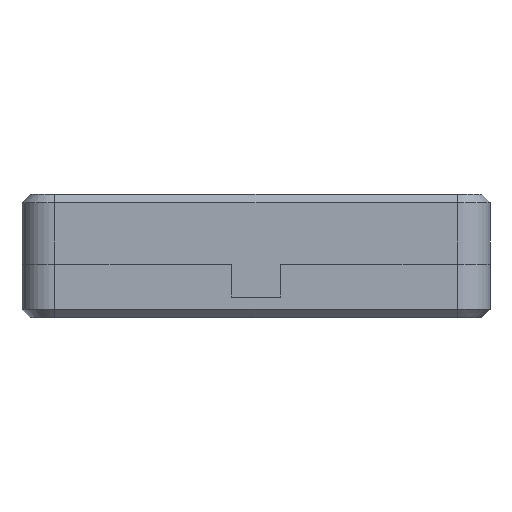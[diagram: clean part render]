
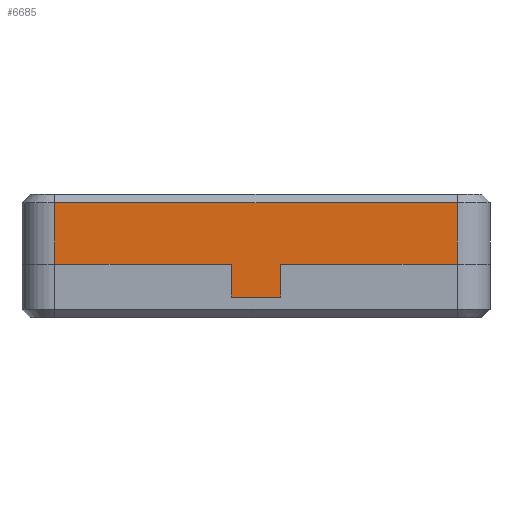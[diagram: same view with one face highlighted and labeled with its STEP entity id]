
A CAD part, front view. The second image highlights one B-rep face of the part: STEP entity #6685.
In plain terms, the highlighted planar face has unit normal (0, -1, 0).
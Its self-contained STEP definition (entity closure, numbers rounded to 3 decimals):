
#518 = VERTEX_POINT('',#519);
#519 = CARTESIAN_POINT('',(-12.9,-27.9,6.5));
#528 = PLANE('',#529);
#529 = AXIS2_PLACEMENT_3D('',#530,#531,#532);
#530 = CARTESIAN_POINT('',(-19.538,13.41,6.5));
#531 = DIRECTION('',(0.,0.,-1.));
#532 = DIRECTION('',(-1.,0.,0.));
#540 = PLANE('',#541);
#541 = AXIS2_PLACEMENT_3D('',#542,#543,#544);
#542 = CARTESIAN_POINT('',(-12.9,-27.9,6.5));
#543 = DIRECTION('',(1.,0.,0.));
#544 = DIRECTION('',(0.,1.,0.));
#718 = CYLINDRICAL_SURFACE('',#719,4.);
#719 = AXIS2_PLACEMENT_3D('',#720,#721,#722);
#720 = CARTESIAN_POINT('',(8.61,-23.9,0.));
#721 = DIRECTION('',(0.,0.,1.));
#722 = DIRECTION('',(0.,-1.,0.));
#731 = VERTEX_POINT('',#732);
#732 = CARTESIAN_POINT('',(8.61,-27.9,6.5));
#758 = EDGE_CURVE('',#518,#731,#759,.T.);
#759 = SURFACE_CURVE('',#760,(#764,#771),.PCURVE_S1.);
#760 = LINE('',#761,#762);
#761 = CARTESIAN_POINT('',(-30.155,-27.9,6.5));
#762 = VECTOR('',#763,1.);
#763 = DIRECTION('',(1.,0.,0.));
#764 = PCURVE('',#528,#765);
#765 = DEFINITIONAL_REPRESENTATION('',(#766),#770);
#766 = LINE('',#767,#768);
#767 = CARTESIAN_POINT('',(10.617,-41.31));
#768 = VECTOR('',#769,1.);
#769 = DIRECTION('',(-1.,0.));
#770 = ( GEOMETRIC_REPRESENTATION_CONTEXT(2) 
PARAMETRIC_REPRESENTATION_CONTEXT() REPRESENTATION_CONTEXT('2D SPACE',''
  ) );
#771 = PCURVE('',#772,#777);
#772 = PLANE('',#773);
#773 = AXIS2_PLACEMENT_3D('',#774,#775,#776);
#774 = CARTESIAN_POINT('',(-15.9,-27.9,9.672));
#775 = DIRECTION('',(0.,-1.,0.));
#776 = DIRECTION('',(0.,0.,-1.));
#777 = DEFINITIONAL_REPRESENTATION('',(#778),#782);
#778 = LINE('',#779,#780);
#779 = CARTESIAN_POINT('',(3.172,-14.255));
#780 = VECTOR('',#781,1.);
#781 = DIRECTION('',(0.,1.));
#782 = ( GEOMETRIC_REPRESENTATION_CONTEXT(2) 
PARAMETRIC_REPRESENTATION_CONTEXT() REPRESENTATION_CONTEXT('2D SPACE',''
  ) );
#787 = EDGE_CURVE('',#731,#788,#790,.T.);
#788 = VERTEX_POINT('',#789);
#789 = CARTESIAN_POINT('',(8.61,-27.9,14.));
#790 = SURFACE_CURVE('',#791,(#795,#802),.PCURVE_S1.);
#791 = LINE('',#792,#793);
#792 = CARTESIAN_POINT('',(8.61,-27.9,0.));
#793 = VECTOR('',#794,1.);
#794 = DIRECTION('',(0.,0.,1.));
#795 = PCURVE('',#718,#796);
#796 = DEFINITIONAL_REPRESENTATION('',(#797),#801);
#797 = LINE('',#798,#799);
#798 = CARTESIAN_POINT('',(0.,0.));
#799 = VECTOR('',#800,1.);
#800 = DIRECTION('',(0.,1.));
#801 = ( GEOMETRIC_REPRESENTATION_CONTEXT(2) 
PARAMETRIC_REPRESENTATION_CONTEXT() REPRESENTATION_CONTEXT('2D SPACE',''
  ) );
#802 = PCURVE('',#772,#803);
#803 = DEFINITIONAL_REPRESENTATION('',(#804),#808);
#804 = LINE('',#805,#806);
#805 = CARTESIAN_POINT('',(9.672,24.51));
#806 = VECTOR('',#807,1.);
#807 = DIRECTION('',(-1.,-0.));
#808 = ( GEOMETRIC_REPRESENTATION_CONTEXT(2) 
PARAMETRIC_REPRESENTATION_CONTEXT() REPRESENTATION_CONTEXT('2D SPACE',''
  ) );
#2017 = PLANE('',#2018);
#2018 = AXIS2_PLACEMENT_3D('',#2019,#2020,#2021);
#2019 = CARTESIAN_POINT('',(-19.538,13.41,6.5));
#2020 = DIRECTION('',(0.,0.,-1.));
#2021 = DIRECTION('',(-1.,0.,0.));
#2112 = VERTEX_POINT('',#2113);
#2113 = CARTESIAN_POINT('',(-18.9,-27.9,6.5));
#2127 = PLANE('',#2128);
#2128 = AXIS2_PLACEMENT_3D('',#2129,#2130,#2131);
#2129 = CARTESIAN_POINT('',(-18.9,-25.9,6.5));
#2130 = DIRECTION('',(-1.,-0.,0.));
#2131 = DIRECTION('',(0.,-1.,0.));
#2139 = EDGE_CURVE('',#2140,#2112,#2142,.T.);
#2140 = VERTEX_POINT('',#2141);
#2141 = CARTESIAN_POINT('',(-40.41,-27.9,6.5));
#2142 = SURFACE_CURVE('',#2143,(#2147,#2154),.PCURVE_S1.);
#2143 = LINE('',#2144,#2145);
#2144 = CARTESIAN_POINT('',(-30.155,-27.9,6.5));
#2145 = VECTOR('',#2146,1.);
#2146 = DIRECTION('',(1.,0.,0.));
#2147 = PCURVE('',#2017,#2148);
#2148 = DEFINITIONAL_REPRESENTATION('',(#2149),#2153);
#2149 = LINE('',#2150,#2151);
#2150 = CARTESIAN_POINT('',(10.617,-41.31));
#2151 = VECTOR('',#2152,1.);
#2152 = DIRECTION('',(-1.,0.));
#2153 = ( GEOMETRIC_REPRESENTATION_CONTEXT(2) 
PARAMETRIC_REPRESENTATION_CONTEXT() REPRESENTATION_CONTEXT('2D SPACE',''
  ) );
#2154 = PCURVE('',#772,#2155);
#2155 = DEFINITIONAL_REPRESENTATION('',(#2156),#2160);
#2156 = LINE('',#2157,#2158);
#2157 = CARTESIAN_POINT('',(3.172,-14.255));
#2158 = VECTOR('',#2159,1.);
#2159 = DIRECTION('',(0.,1.));
#2160 = ( GEOMETRIC_REPRESENTATION_CONTEXT(2) 
PARAMETRIC_REPRESENTATION_CONTEXT() REPRESENTATION_CONTEXT('2D SPACE',''
  ) );
#2183 = CYLINDRICAL_SURFACE('',#2184,4.);
#2184 = AXIS2_PLACEMENT_3D('',#2185,#2186,#2187);
#2185 = CARTESIAN_POINT('',(-40.41,-23.9,0.));
#2186 = DIRECTION('',(0.,0.,1.));
#2187 = DIRECTION('',(-1.,0.,0.));
#2277 = EDGE_CURVE('',#2140,#2278,#2280,.T.);
#2278 = VERTEX_POINT('',#2279);
#2279 = CARTESIAN_POINT('',(-40.41,-27.9,14.));
#2280 = SURFACE_CURVE('',#2281,(#2285,#2292),.PCURVE_S1.);
#2281 = LINE('',#2282,#2283);
#2282 = CARTESIAN_POINT('',(-40.41,-27.9,0.));
#2283 = VECTOR('',#2284,1.);
#2284 = DIRECTION('',(0.,0.,1.));
#2285 = PCURVE('',#2183,#2286);
#2286 = DEFINITIONAL_REPRESENTATION('',(#2287),#2291);
#2287 = LINE('',#2288,#2289);
#2288 = CARTESIAN_POINT('',(1.571,0.));
#2289 = VECTOR('',#2290,1.);
#2290 = DIRECTION('',(0.,1.));
#2291 = ( GEOMETRIC_REPRESENTATION_CONTEXT(2) 
PARAMETRIC_REPRESENTATION_CONTEXT() REPRESENTATION_CONTEXT('2D SPACE',''
  ) );
#2292 = PCURVE('',#772,#2293);
#2293 = DEFINITIONAL_REPRESENTATION('',(#2294),#2298);
#2294 = LINE('',#2295,#2296);
#2295 = CARTESIAN_POINT('',(9.672,-24.51));
#2296 = VECTOR('',#2297,1.);
#2297 = DIRECTION('',(-1.,-0.));
#2298 = ( GEOMETRIC_REPRESENTATION_CONTEXT(2) 
PARAMETRIC_REPRESENTATION_CONTEXT() REPRESENTATION_CONTEXT('2D SPACE',''
  ) );
#2430 = VERTEX_POINT('',#2431);
#2431 = CARTESIAN_POINT('',(-18.9,-27.9,2.5));
#2445 = PLANE('',#2446);
#2446 = AXIS2_PLACEMENT_3D('',#2447,#2448,#2449);
#2447 = CARTESIAN_POINT('',(-19.565,1.425,2.5));
#2448 = DIRECTION('',(0.,0.,1.));
#2449 = DIRECTION('',(1.,0.,0.));
#2457 = EDGE_CURVE('',#2112,#2430,#2458,.T.);
#2458 = SURFACE_CURVE('',#2459,(#2463,#2470),.PCURVE_S1.);
#2459 = LINE('',#2460,#2461);
#2460 = CARTESIAN_POINT('',(-18.9,-27.9,6.5));
#2461 = VECTOR('',#2462,1.);
#2462 = DIRECTION('',(0.,0.,-1.));
#2463 = PCURVE('',#2127,#2464);
#2464 = DEFINITIONAL_REPRESENTATION('',(#2465),#2469);
#2465 = LINE('',#2466,#2467);
#2466 = CARTESIAN_POINT('',(2.,0.));
#2467 = VECTOR('',#2468,1.);
#2468 = DIRECTION('',(0.,-1.));
#2469 = ( GEOMETRIC_REPRESENTATION_CONTEXT(2) 
PARAMETRIC_REPRESENTATION_CONTEXT() REPRESENTATION_CONTEXT('2D SPACE',''
  ) );
#2470 = PCURVE('',#772,#2471);
#2471 = DEFINITIONAL_REPRESENTATION('',(#2472),#2476);
#2472 = LINE('',#2473,#2474);
#2473 = CARTESIAN_POINT('',(3.172,-3.));
#2474 = VECTOR('',#2475,1.);
#2475 = DIRECTION('',(1.,0.));
#2476 = ( GEOMETRIC_REPRESENTATION_CONTEXT(2) 
PARAMETRIC_REPRESENTATION_CONTEXT() REPRESENTATION_CONTEXT('2D SPACE',''
  ) );
#3333 = PLANE('',#3334);
#3334 = AXIS2_PLACEMENT_3D('',#3335,#3336,#3337);
#3335 = CARTESIAN_POINT('',(-40.41,-27.4,14.5));
#3336 = DIRECTION('',(0.,0.707,-0.707));
#3337 = DIRECTION('',(1.,0.,0.));
#4079 = EDGE_CURVE('',#2278,#788,#4080,.T.);
#4080 = SURFACE_CURVE('',#4081,(#4085,#4092),.PCURVE_S1.);
#4081 = LINE('',#4082,#4083);
#4082 = CARTESIAN_POINT('',(-40.41,-27.9,14.));
#4083 = VECTOR('',#4084,1.);
#4084 = DIRECTION('',(1.,0.,0.));
#4085 = PCURVE('',#3333,#4086);
#4086 = DEFINITIONAL_REPRESENTATION('',(#4087),#4091);
#4087 = LINE('',#4088,#4089);
#4088 = CARTESIAN_POINT('',(0.,0.707));
#4089 = VECTOR('',#4090,1.);
#4090 = DIRECTION('',(1.,0.));
#4091 = ( GEOMETRIC_REPRESENTATION_CONTEXT(2) 
PARAMETRIC_REPRESENTATION_CONTEXT() REPRESENTATION_CONTEXT('2D SPACE',''
  ) );
#4092 = PCURVE('',#772,#4093);
#4093 = DEFINITIONAL_REPRESENTATION('',(#4094),#4098);
#4094 = LINE('',#4095,#4096);
#4095 = CARTESIAN_POINT('',(-4.328,-24.51));
#4096 = VECTOR('',#4097,1.);
#4097 = DIRECTION('',(0.,1.));
#4098 = ( GEOMETRIC_REPRESENTATION_CONTEXT(2) 
PARAMETRIC_REPRESENTATION_CONTEXT() REPRESENTATION_CONTEXT('2D SPACE',''
  ) );
#4103 = EDGE_CURVE('',#2430,#4104,#4106,.T.);
#4104 = VERTEX_POINT('',#4105);
#4105 = CARTESIAN_POINT('',(-12.9,-27.9,2.5));
#4106 = SURFACE_CURVE('',#4107,(#4111,#4118),.PCURVE_S1.);
#4107 = LINE('',#4108,#4109);
#4108 = CARTESIAN_POINT('',(-18.9,-27.9,2.5));
#4109 = VECTOR('',#4110,1.);
#4110 = DIRECTION('',(1.,0.,0.));
#4111 = PCURVE('',#2445,#4112);
#4112 = DEFINITIONAL_REPRESENTATION('',(#4113),#4117);
#4113 = LINE('',#4114,#4115);
#4114 = CARTESIAN_POINT('',(0.665,-29.325));
#4115 = VECTOR('',#4116,1.);
#4116 = DIRECTION('',(1.,0.));
#4117 = ( GEOMETRIC_REPRESENTATION_CONTEXT(2) 
PARAMETRIC_REPRESENTATION_CONTEXT() REPRESENTATION_CONTEXT('2D SPACE',''
  ) );
#4118 = PCURVE('',#772,#4119);
#4119 = DEFINITIONAL_REPRESENTATION('',(#4120),#4124);
#4120 = LINE('',#4121,#4122);
#4121 = CARTESIAN_POINT('',(7.172,-3.));
#4122 = VECTOR('',#4123,1.);
#4123 = DIRECTION('',(0.,1.));
#4124 = ( GEOMETRIC_REPRESENTATION_CONTEXT(2) 
PARAMETRIC_REPRESENTATION_CONTEXT() REPRESENTATION_CONTEXT('2D SPACE',''
  ) );
#5408 = EDGE_CURVE('',#518,#4104,#5409,.T.);
#5409 = SURFACE_CURVE('',#5410,(#5414,#5421),.PCURVE_S1.);
#5410 = LINE('',#5411,#5412);
#5411 = CARTESIAN_POINT('',(-12.9,-27.9,6.5));
#5412 = VECTOR('',#5413,1.);
#5413 = DIRECTION('',(0.,0.,-1.));
#5414 = PCURVE('',#540,#5415);
#5415 = DEFINITIONAL_REPRESENTATION('',(#5416),#5420);
#5416 = LINE('',#5417,#5418);
#5417 = CARTESIAN_POINT('',(0.,0.));
#5418 = VECTOR('',#5419,1.);
#5419 = DIRECTION('',(0.,-1.));
#5420 = ( GEOMETRIC_REPRESENTATION_CONTEXT(2) 
PARAMETRIC_REPRESENTATION_CONTEXT() REPRESENTATION_CONTEXT('2D SPACE',''
  ) );
#5421 = PCURVE('',#772,#5422);
#5422 = DEFINITIONAL_REPRESENTATION('',(#5423),#5427);
#5423 = LINE('',#5424,#5425);
#5424 = CARTESIAN_POINT('',(3.172,3.));
#5425 = VECTOR('',#5426,1.);
#5426 = DIRECTION('',(1.,0.));
#5427 = ( GEOMETRIC_REPRESENTATION_CONTEXT(2) 
PARAMETRIC_REPRESENTATION_CONTEXT() REPRESENTATION_CONTEXT('2D SPACE',''
  ) );
#6685 = ADVANCED_FACE('',(#6686),#772,.T.);
#6686 = FACE_BOUND('',#6687,.T.);
#6687 = EDGE_LOOP('',(#6688,#6689,#6690,#6691,#6692,#6693,#6694,#6695));
#6688 = ORIENTED_EDGE('',*,*,#2139,.T.);
#6689 = ORIENTED_EDGE('',*,*,#2457,.T.);
#6690 = ORIENTED_EDGE('',*,*,#4103,.T.);
#6691 = ORIENTED_EDGE('',*,*,#5408,.F.);
#6692 = ORIENTED_EDGE('',*,*,#758,.T.);
#6693 = ORIENTED_EDGE('',*,*,#787,.T.);
#6694 = ORIENTED_EDGE('',*,*,#4079,.F.);
#6695 = ORIENTED_EDGE('',*,*,#2277,.F.);
